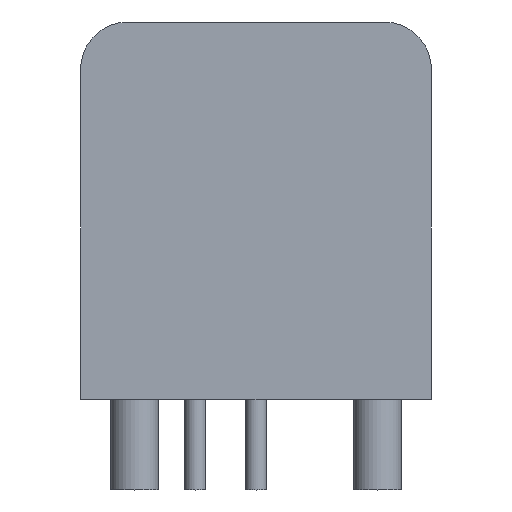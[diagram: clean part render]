
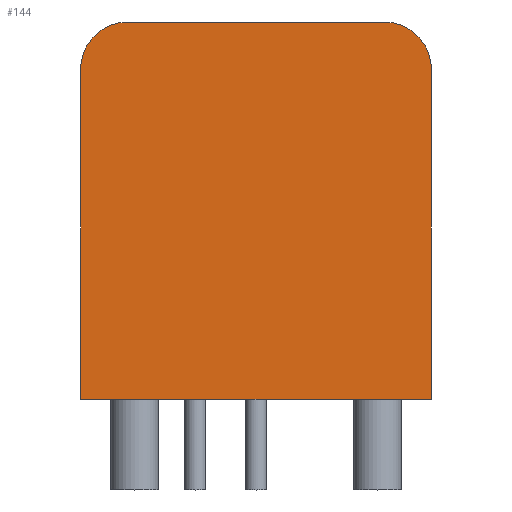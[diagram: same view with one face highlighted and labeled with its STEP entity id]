
A CAD part, front view. The second image highlights one B-rep face of the part: STEP entity #144.
In plain terms, the highlighted planar face has unit normal (0, -1, 0).
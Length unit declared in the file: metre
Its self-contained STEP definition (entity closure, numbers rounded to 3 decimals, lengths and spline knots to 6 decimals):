
#78 = EDGE_CURVE( '', #199, #200, #201, .T. );
#98 = EDGE_CURVE( '', #196, #236, #237, .T. );
#108 = EDGE_CURVE( '', #240, #253, #254, .T. );
#126 = EDGE_CURVE( '', #253, #199, #282, .T. );
#130 = EDGE_CURVE( '', #200, #196, #288, .T. );
#132 = EDGE_CURVE( '', #236, #240, #290, .T. );
#144 = ADVANCED_FACE( '', ( #305 ), #306, .T. );
#196 = VERTEX_POINT( '', #360 );
#199 = VERTEX_POINT( '', #365 );
#200 = VERTEX_POINT( '', #366 );
#201 = LINE( '', #367, #368 );
#236 = VERTEX_POINT( '', #409 );
#237 = CIRCLE( '', #410, 0.002 );
#240 = VERTEX_POINT( '', #414 );
#253 = VERTEX_POINT( '', #431 );
#254 = CIRCLE( '', #432, 0.002 );
#282 = LINE( '', #463, #464 );
#288 = LINE( '', #471, #472 );
#290 = LINE( '', #475, #476 );
#305 = FACE_OUTER_BOUND( '', #499, .T. );
#306 = PLANE( '', #500 );
#360 = CARTESIAN_POINT( '', ( -0.007306, -0.017779, 0.0139 ) );
#365 = CARTESIAN_POINT( '', ( 0.007394, -0.017779, 0.0001 ) );
#366 = CARTESIAN_POINT( '', ( -0.007306, -0.017779, 0.0001 ) );
#367 = CARTESIAN_POINT( '', ( 0.007394, -0.017779, 0.0001 ) );
#368 = VECTOR( '', #561, 1. );
#409 = CARTESIAN_POINT( '', ( -0.005306, -0.017779, 0.0159 ) );
#410 = AXIS2_PLACEMENT_3D( '', #609, #610, #611 );
#414 = CARTESIAN_POINT( '', ( 0.005394, -0.017779, 0.0159 ) );
#431 = CARTESIAN_POINT( '', ( 0.007394, -0.017779, 0.0139 ) );
#432 = AXIS2_PLACEMENT_3D( '', #630, #631, #632 );
#463 = CARTESIAN_POINT( '', ( 0.007394, -0.017779, 0.0001 ) );
#464 = VECTOR( '', #677, 1. );
#471 = CARTESIAN_POINT( '', ( -0.007306, -0.017779, 0.0001 ) );
#472 = VECTOR( '', #684, 1. );
#475 = CARTESIAN_POINT( '', ( 0.005394, -0.017779, 0.0159 ) );
#476 = VECTOR( '', #685, 1. );
#499 = EDGE_LOOP( '', ( #696, #697, #698, #699, #700, #701 ) );
#500 = AXIS2_PLACEMENT_3D( '', #702, #703, #704 );
#561 = DIRECTION( '', ( -1., 0., 0. ) );
#609 = CARTESIAN_POINT( '', ( -0.005306, -0.017779, 0.0139 ) );
#610 = DIRECTION( '', ( 0., 1., 0. ) );
#611 = DIRECTION( '', ( 1., 0., 0. ) );
#630 = CARTESIAN_POINT( '', ( 0.005394, -0.017779, 0.0139 ) );
#631 = DIRECTION( '', ( 0., 1., 0. ) );
#632 = DIRECTION( '', ( 1., 0., 0. ) );
#677 = DIRECTION( '', ( 0., 0., -1. ) );
#684 = DIRECTION( '', ( 0., 0., 1. ) );
#685 = DIRECTION( '', ( 1., 0., 0. ) );
#696 = ORIENTED_EDGE( '', *, *, #126, .F. );
#697 = ORIENTED_EDGE( '', *, *, #108, .F. );
#698 = ORIENTED_EDGE( '', *, *, #132, .F. );
#699 = ORIENTED_EDGE( '', *, *, #98, .F. );
#700 = ORIENTED_EDGE( '', *, *, #130, .F. );
#701 = ORIENTED_EDGE( '', *, *, #78, .F. );
#702 = CARTESIAN_POINT( '', ( 0.005394, -0.017779, 0.0139 ) );
#703 = DIRECTION( '', ( 0., -1., 0. ) );
#704 = DIRECTION( '', ( 0., 0., -1. ) );
